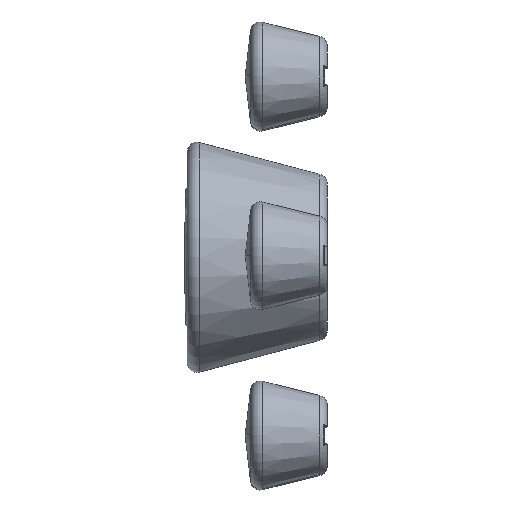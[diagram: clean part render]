
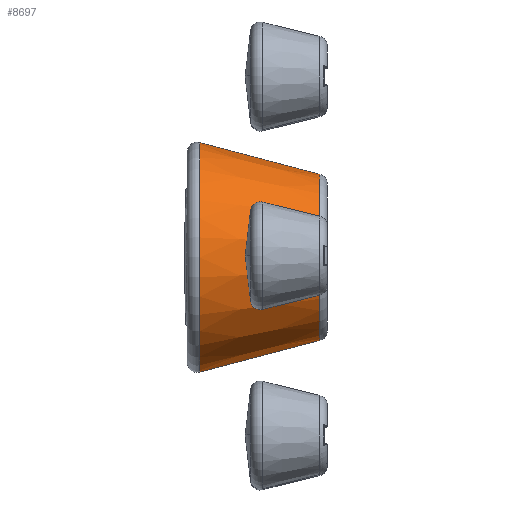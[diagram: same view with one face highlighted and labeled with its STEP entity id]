
A CAD part, left-side view. The second image highlights one B-rep face of the part: STEP entity #8697.
In plain terms, the highlighted conical face has half-angle 14.804 degrees and reference radius 405 mm.
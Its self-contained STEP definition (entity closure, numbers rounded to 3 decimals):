
#1113 = VERTEX_POINT ( 'NONE', #16515 ) ;
#1736 = EDGE_CURVE ( 'NONE', #6728, #13956, #16381, .T. ) ;
#1948 = ORIENTED_EDGE ( 'NONE', *, *, #7271, .T. ) ;
#2134 = CONICAL_SURFACE ( 'NONE', #12408, 405., 0.258 ) ;
#2202 = VECTOR ( 'NONE', #14105, 1000. ) ;
#2708 = DIRECTION ( 'NONE',  ( 0., 0., 1. ) ) ;
#2773 = CARTESIAN_POINT ( 'NONE',  ( 0., 700., 405. ) ) ;
#2927 = VECTOR ( 'NONE', #12603, 1000. ) ;
#3198 = DIRECTION ( 'NONE',  ( 0., -1., 0. ) ) ;
#3383 = VERTEX_POINT ( 'NONE', #3556 ) ;
#3556 = CARTESIAN_POINT ( 'NONE',  ( 0., 62.776, -573.409 ) ) ;
#3815 = AXIS2_PLACEMENT_3D ( 'NONE', #7405, #3198, #4903 ) ;
#4124 = DIRECTION ( 'NONE',  ( 0., 0., -1. ) ) ;
#4332 = CARTESIAN_POINT ( 'NONE',  ( 0., 62.776, 573.409 ) ) ;
#4903 = DIRECTION ( 'NONE',  ( 0., 0., 1. ) ) ;
#5464 = FACE_OUTER_BOUND ( 'NONE', #11970, .T. ) ;
#6727 = CARTESIAN_POINT ( 'NONE',  ( 0., 62.776, 0. ) ) ;
#6728 = VERTEX_POINT ( 'NONE', #8313 ) ;
#7271 = EDGE_CURVE ( 'NONE', #1113, #6728, #13824, .T. ) ;
#7405 = CARTESIAN_POINT ( 'NONE',  ( 0., 662.776, 0. ) ) ;
#7596 = AXIS2_PLACEMENT_3D ( 'NONE', #6727, #12186, #2708 ) ;
#8313 = CARTESIAN_POINT ( 'NONE',  ( 0., 662.776, 414.838 ) ) ;
#8623 = CARTESIAN_POINT ( 'NONE',  ( 0., 700., -405. ) ) ;
#8697 = ADVANCED_FACE ( 'NONE', ( #5464 ), #2134, .T. ) ;
#8714 = LINE ( 'NONE', #8623, #2202 ) ;
#8761 = ORIENTED_EDGE ( 'NONE', *, *, #1736, .T. ) ;
#9058 = ORIENTED_EDGE ( 'NONE', *, *, #12678, .F. ) ;
#11970 = EDGE_LOOP ( 'NONE', ( #1948, #8761, #13595, #9058 ) ) ;
#12186 = DIRECTION ( 'NONE',  ( 0., 1., 0. ) ) ;
#12408 = AXIS2_PLACEMENT_3D ( 'NONE', #13691, #16389, #4124 ) ;
#12603 = DIRECTION ( 'NONE',  ( 0., -0.967, 0.256 ) ) ;
#12678 = EDGE_CURVE ( 'NONE', #1113, #3383, #8714, .T. ) ;
#12748 = CIRCLE ( 'NONE', #7596, 573.409 ) ;
#13595 = ORIENTED_EDGE ( 'NONE', *, *, #14623, .T. ) ;
#13691 = CARTESIAN_POINT ( 'NONE',  ( 0., 700., 0. ) ) ;
#13824 = CIRCLE ( 'NONE', #3815, 414.838 ) ;
#13956 = VERTEX_POINT ( 'NONE', #4332 ) ;
#14105 = DIRECTION ( 'NONE',  ( 0., -0.967, -0.256 ) ) ;
#14623 = EDGE_CURVE ( 'NONE', #13956, #3383, #12748, .T. ) ;
#16381 = LINE ( 'NONE', #2773, #2927 ) ;
#16389 = DIRECTION ( 'NONE',  ( 0., -1., 0. ) ) ;
#16515 = CARTESIAN_POINT ( 'NONE',  ( 0., 662.776, -414.838 ) ) ;
